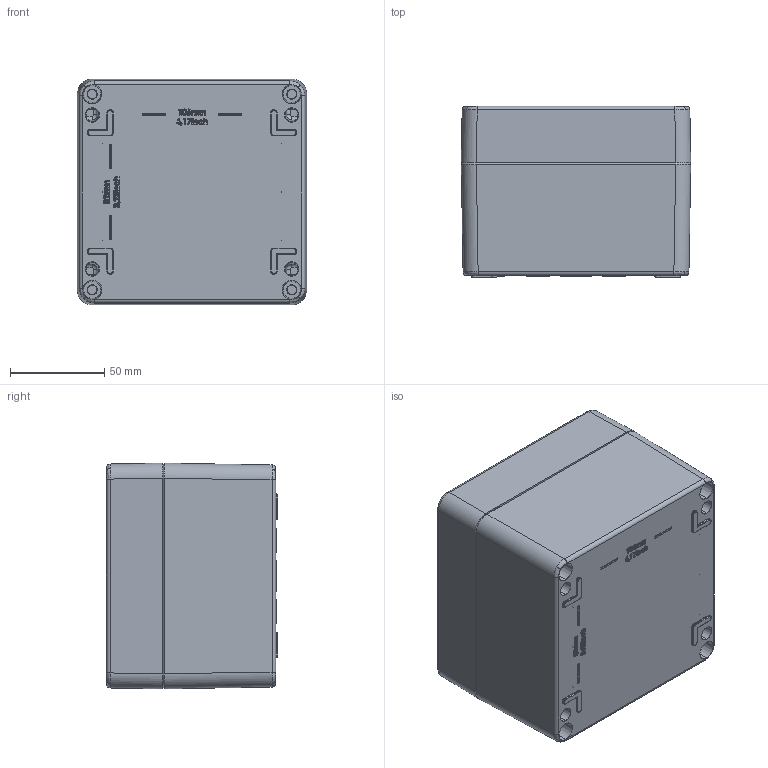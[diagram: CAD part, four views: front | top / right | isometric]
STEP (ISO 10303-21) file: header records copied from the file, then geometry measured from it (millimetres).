
FILE_DESCRIPTION (( 'STEP AP214' ), '1' );
FILE_NAME ('01121209.STEP', '2009-03-04T13:21:32', ( ' ' ), ( '' ), 'SwSTEP 2.0', 'SolidWorks 2008', '' );
FILE_SCHEMA (( 'AUTOMOTIVE_DESIGN' ));
Products named in the file (5): 82009_Standard; 01151_Bearbeitung_n_ZngNr.:_01-2-011510-01-0; 01121209; 93136_Standard; 02513_Standard
Assembly tree (7 placements, depth 2):
  01121209
    82009_Standard
    93136_Standard  x4
    02513_Standard
    01151_Bearbeitung_n_ZngNr.:_01-2-011510-01-0
Bounding box: 122 x 91 x 120 mm (x, y, z)
Volume: 361011.7 mm3; surface area: 159848.1 mm2
Topology: 7 solids, 7 shells, 2256 faces, 5270 edges, 2744 vertices
Faces by surface type: bspline 786, cylinder 664, plane 426, sphere 164, cone 148, torus 68
Entity records: 90810 total; most frequent: CARTESIAN_POINT 50331, ORIENTED_EDGE 9392, DIRECTION 6883, EDGE_CURVE 4696, AXIS2_PLACEMENT_3D 2621, VERTEX_POINT 2594, EDGE_LOOP 2252, ADVANCED_FACE 2163
